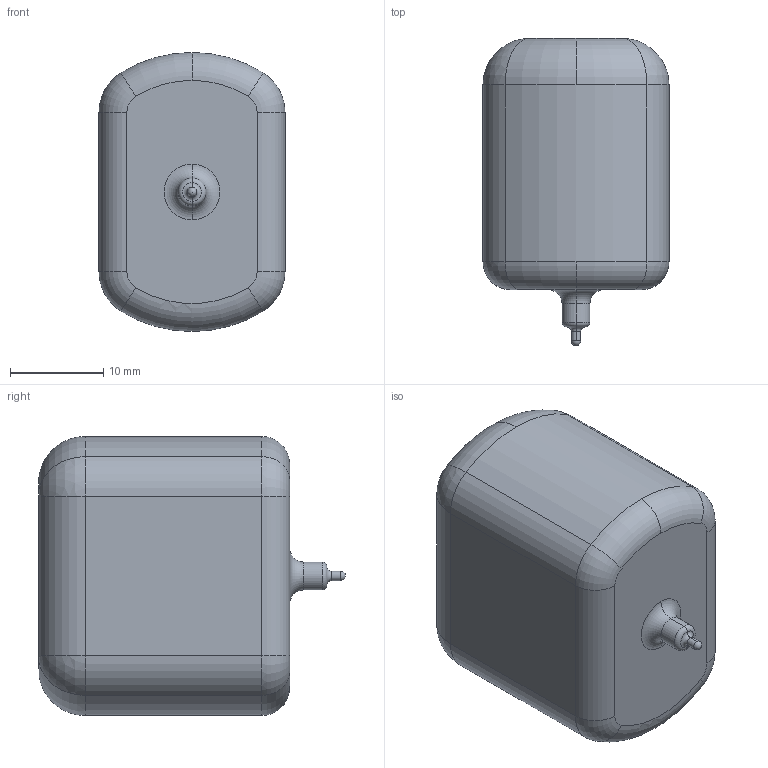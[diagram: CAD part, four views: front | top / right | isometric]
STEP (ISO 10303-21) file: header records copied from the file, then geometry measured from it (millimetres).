
FILE_DESCRIPTION (( 'STEP AP214' ), '1' );
FILE_NAME ('ﾊ鸙矜.STEP', '2015-12-26T09:03:06', ( '' ), ( '' ), 'SwSTEP 2.0', 'SolidWorks 2014', '' );
FILE_SCHEMA (( 'AUTOMOTIVE_DESIGN' ));
Length unit declared in the file: millimetre
Products named in the file (2): 栺樏鋋; ﾊ鸙矜
Assembly tree (1 placements, depth 2):
  ﾊ鸙矜
    栺樏鋋
Bounding box: 20 x 33 x 30 mm (x, y, z)
Volume: 5374.6 mm3; surface area: 5524.5 mm2
Topology: 1 solids, 3 shells, 113 faces, 289 edges, 169 vertices
Faces by surface type: cylinder 46, torus 27, sphere 22, plane 18
Entity records: 3143 total; most frequent: DIRECTION 591, CARTESIAN_POINT 585, ORIENTED_EDGE 482, AXIS2_PLACEMENT_3D 253, EDGE_CURVE 241, VERTEX_POINT 143, CIRCLE 136, EDGE_LOOP 124
